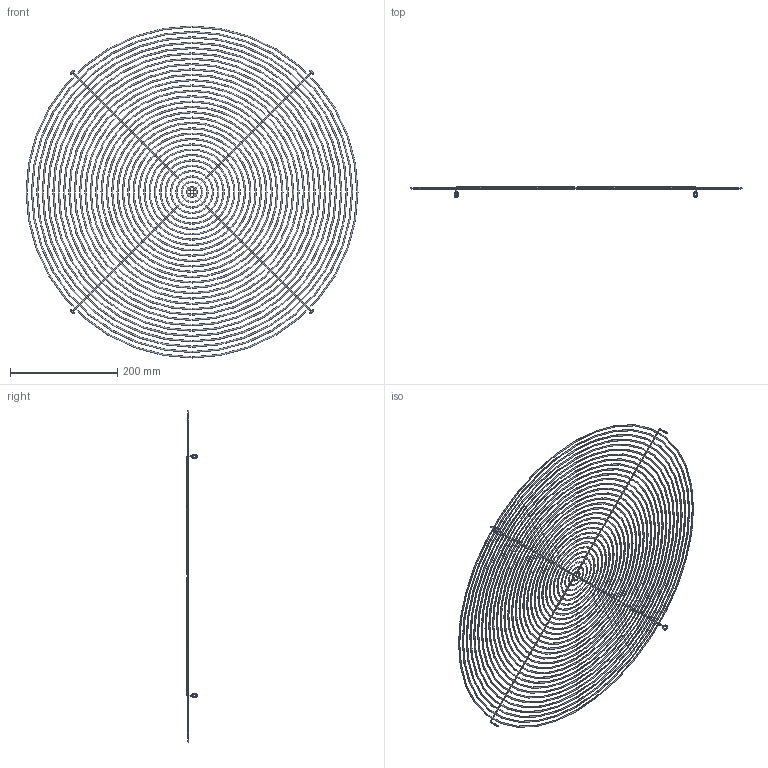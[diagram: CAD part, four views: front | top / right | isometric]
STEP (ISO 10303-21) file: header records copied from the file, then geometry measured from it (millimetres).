
FILE_DESCRIPTION (( 'STEP AP203' ), '1' );
FILE_NAME ('5RE6300.STEP', '2022-03-11T16:02:11', ( '' ), ( '' ), 'SwSTEP 2.0', 'SolidWorks 2018', '' );
FILE_SCHEMA (( 'CONFIG_CONTROL_DESIGN' ));
Length unit declared in the file: millimetre
Products named in the file (1): 5RE6300
Bounding box: 620.4 x 20.83 x 620.4 mm (x, y, z)
Volume: 146318.2 mm3; surface area: 243897.6 mm2
Topology: 28 solids, 28 shells, 180 faces, 428 edges, 256 vertices
Faces by surface type: torus 140, cylinder 24, bspline 8, plane 8
Entity records: 8975 total; most frequent: CARTESIAN_POINT 4497, DIRECTION 1058, ORIENTED_EDGE 856, AXIS2_PLACEMENT_3D 517, EDGE_CURVE 428, CIRCLE 344, VERTEX_POINT 256, EDGE_LOOP 212
